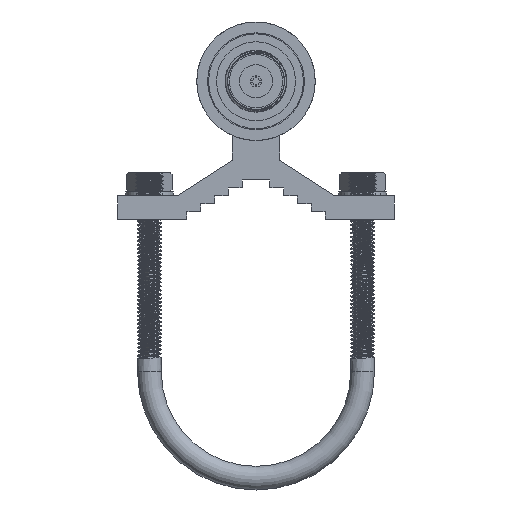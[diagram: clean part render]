
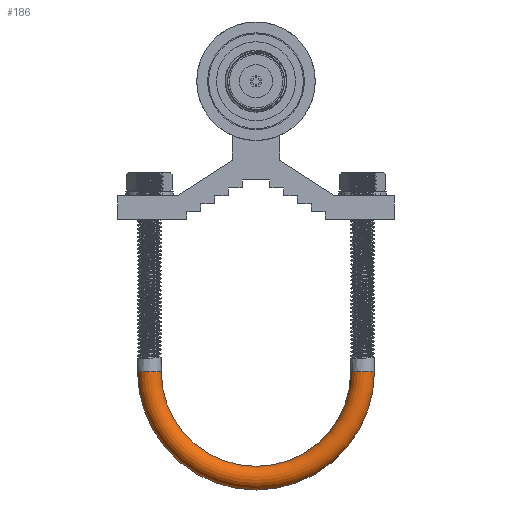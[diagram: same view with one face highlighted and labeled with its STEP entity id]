
A CAD part, front view. The second image highlights one B-rep face of the part: STEP entity #186.
In plain terms, the highlighted toroidal (fillet/blend) face has major radius 27 mm and minor radius 3 mm.
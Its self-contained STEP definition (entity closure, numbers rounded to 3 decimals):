
#186 = ADVANCED_FACE ( 'NONE', ( #20576 ), #8908, .T. ) ;
#210 = CARTESIAN_POINT ( 'NONE',  ( 24., 0., 27. ) ) ;
#898 = DIRECTION ( 'NONE',  ( 1., 0., 0. ) ) ;
#3503 = AXIS2_PLACEMENT_3D ( 'NONE', #12727, #17013, #28116 ) ;
#3849 = EDGE_CURVE ( 'NONE', #26931, #6669, #4682, .T. ) ;
#4682 = CIRCLE ( 'NONE', #26787, 24. ) ;
#5771 = CARTESIAN_POINT ( 'NONE',  ( -27., 0., 27. ) ) ;
#6417 = CARTESIAN_POINT ( 'NONE',  ( -30., 0., 27. ) ) ;
#6669 = VERTEX_POINT ( 'NONE', #7153 ) ;
#7153 = CARTESIAN_POINT ( 'NONE',  ( -24., 0., 27. ) ) ;
#7437 = CIRCLE ( 'NONE', #18471, 3. ) ;
#8908 = TOROIDAL_SURFACE ( 'NONE', #27128, 27., 3. ) ;
#9236 = EDGE_LOOP ( 'NONE', ( #27426, #14179, #25643, #10889 ) ) ;
#9709 = CARTESIAN_POINT ( 'NONE',  ( 27., 0., 27. ) ) ;
#9739 = EDGE_CURVE ( 'NONE', #17553, #18496, #26567, .T. ) ;
#10177 = DIRECTION ( 'NONE',  ( 0., 0., -1. ) ) ;
#10889 = ORIENTED_EDGE ( 'NONE', *, *, #18415, .T. ) ;
#12727 = CARTESIAN_POINT ( 'NONE',  ( 0., 0., 27. ) ) ;
#13447 = EDGE_CURVE ( 'NONE', #26931, #17553, #7437, .T. ) ;
#14095 = CARTESIAN_POINT ( 'NONE',  ( 0., 0., 27. ) ) ;
#14179 = ORIENTED_EDGE ( 'NONE', *, *, #13447, .F. ) ;
#14227 = DIRECTION ( 'NONE',  ( 0., 0., 1. ) ) ;
#16264 = DIRECTION ( 'NONE',  ( 0., 1., 0. ) ) ;
#16715 = DIRECTION ( 'NONE',  ( 0., 0., 1. ) ) ;
#17013 = DIRECTION ( 'NONE',  ( 0., 1., 0. ) ) ;
#17553 = VERTEX_POINT ( 'NONE', #21050 ) ;
#18415 = EDGE_CURVE ( 'NONE', #6669, #18496, #22693, .T. ) ;
#18471 = AXIS2_PLACEMENT_3D ( 'NONE', #9709, #14227, #898 ) ;
#18496 = VERTEX_POINT ( 'NONE', #6417 ) ;
#20576 = FACE_OUTER_BOUND ( 'NONE', #9236, .T. ) ;
#20587 = DIRECTION ( 'NONE',  ( 0., 0., 1. ) ) ;
#20939 = AXIS2_PLACEMENT_3D ( 'NONE', #5771, #10177, #21105 ) ;
#21050 = CARTESIAN_POINT ( 'NONE',  ( 30., 0., 27. ) ) ;
#21105 = DIRECTION ( 'NONE',  ( -1., 0., 0. ) ) ;
#21139 = DIRECTION ( 'NONE',  ( 0., 1., 0. ) ) ;
#22693 = CIRCLE ( 'NONE', #20939, 3. ) ;
#22707 = CARTESIAN_POINT ( 'NONE',  ( 0., 0., 27. ) ) ;
#25643 = ORIENTED_EDGE ( 'NONE', *, *, #3849, .T. ) ;
#26567 = CIRCLE ( 'NONE', #3503, 30. ) ;
#26787 = AXIS2_PLACEMENT_3D ( 'NONE', #22707, #16264, #20587 ) ;
#26931 = VERTEX_POINT ( 'NONE', #210 ) ;
#27128 = AXIS2_PLACEMENT_3D ( 'NONE', #14095, #21139, #16715 ) ;
#27426 = ORIENTED_EDGE ( 'NONE', *, *, #9739, .F. ) ;
#28116 = DIRECTION ( 'NONE',  ( 0., 0., 1. ) ) ;
